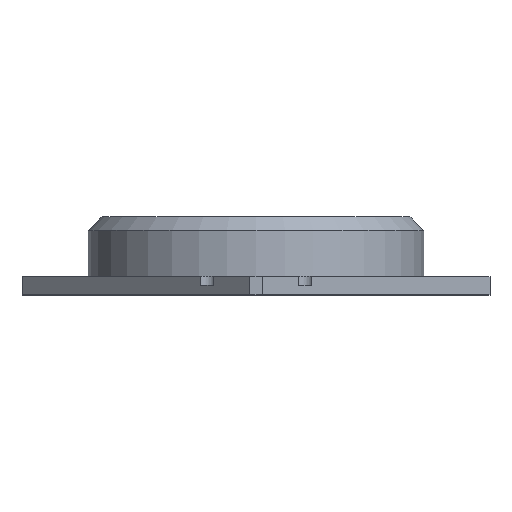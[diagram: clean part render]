
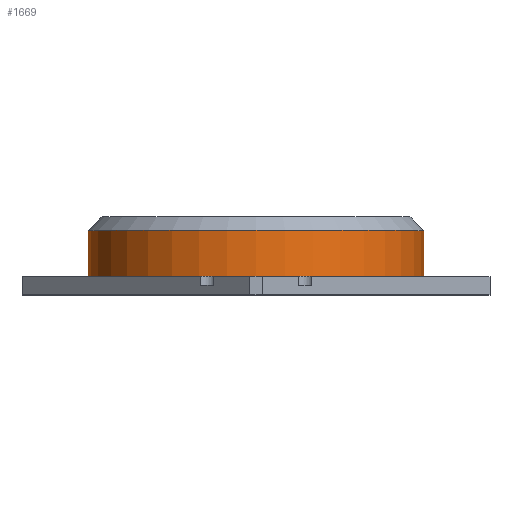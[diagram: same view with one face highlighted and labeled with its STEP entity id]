
A CAD part, top view. The second image highlights one B-rep face of the part: STEP entity #1669.
In plain terms, the highlighted cylindrical face has radius 18.25 mm (diameter 36.5 mm), a full revolution.
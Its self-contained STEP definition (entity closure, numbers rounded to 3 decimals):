
#23=CYLINDRICAL_SURFACE('',#1783,18.25);
#135=FACE_OUTER_BOUND('',#233,.T.);
#233=EDGE_LOOP('',(#1157,#1158,#1159,#1160));
#343=LINE('',#2566,#471);
#471=VECTOR('',#2011,18.25);
#599=CIRCLE('',#1776,18.25);
#605=CIRCLE('',#1784,18.25);
#720=VERTEX_POINT('',#2550);
#726=VERTEX_POINT('',#2565);
#892=EDGE_CURVE('',#720,#720,#599,.T.);
#898=EDGE_CURVE('',#720,#726,#343,.T.);
#899=EDGE_CURVE('',#726,#726,#605,.T.);
#1157=ORIENTED_EDGE('',*,*,#892,.F.);
#1158=ORIENTED_EDGE('',*,*,#898,.T.);
#1159=ORIENTED_EDGE('',*,*,#899,.F.);
#1160=ORIENTED_EDGE('',*,*,#898,.F.);
#1669=ADVANCED_FACE('',(#135),#23,.T.);
#1776=AXIS2_PLACEMENT_3D('',#2552,#1995,#1996);
#1783=AXIS2_PLACEMENT_3D('',#2564,#2009,#2010);
#1784=AXIS2_PLACEMENT_3D('',#2567,#2012,#2013);
#1995=DIRECTION('center_axis',(0.,1.,0.));
#1996=DIRECTION('ref_axis',(-1.,0.,0.));
#2009=DIRECTION('center_axis',(0.,-1.,0.));
#2010=DIRECTION('ref_axis',(-1.,0.,0.));
#2011=DIRECTION('',(0.,-1.,0.));
#2012=DIRECTION('center_axis',(0.,-1.,0.));
#2013=DIRECTION('ref_axis',(-1.,0.,0.));
#2550=CARTESIAN_POINT('',(18.25,7.,0.));
#2552=CARTESIAN_POINT('Origin',(0.,7.,0.));
#2564=CARTESIAN_POINT('Origin',(0.,10.,0.));
#2565=CARTESIAN_POINT('',(18.25,2.,0.));
#2566=CARTESIAN_POINT('',(18.25,10.,0.));
#2567=CARTESIAN_POINT('Origin',(0.,2.,0.));
